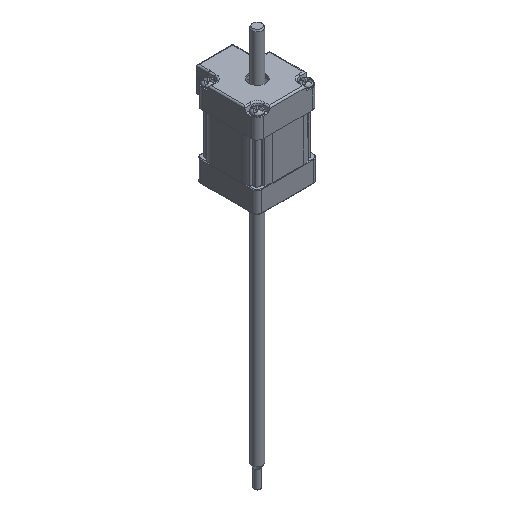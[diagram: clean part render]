
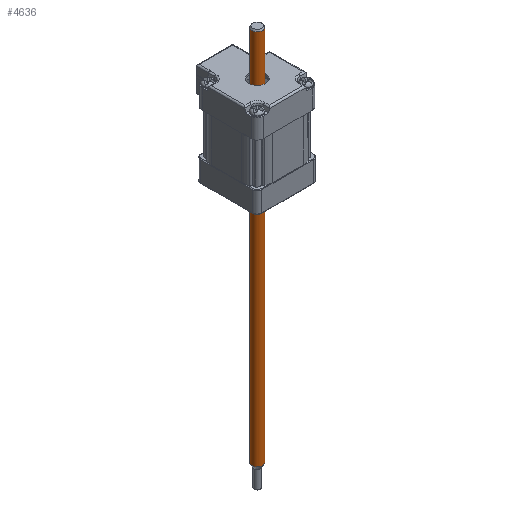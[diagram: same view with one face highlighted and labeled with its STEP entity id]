
A CAD part, isometric view. The second image highlights one B-rep face of the part: STEP entity #4636.
In plain terms, the highlighted cylindrical face has radius 1.75 mm (diameter 3.5 mm), a partial arc.
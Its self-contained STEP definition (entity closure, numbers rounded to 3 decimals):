
#165 = DIRECTION ( 'NONE',  ( 0., 0., -1. ) ) ;
#415 = CIRCLE ( 'NONE', #10431, 1.75 ) ;
#809 = LINE ( 'NONE', #8780, #7879 ) ;
#996 = ORIENTED_EDGE ( 'NONE', *, *, #7419, .T. ) ;
#1563 = VERTEX_POINT ( 'NONE', #5043 ) ;
#1636 = CYLINDRICAL_SURFACE ( 'NONE', #6845, 1.75 ) ;
#1818 = CARTESIAN_POINT ( 'NONE',  ( 1.185, -2.047, 30.416 ) ) ;
#2155 = VERTEX_POINT ( 'NONE', #5968 ) ;
#2598 = ORIENTED_EDGE ( 'NONE', *, *, #3727, .F. ) ;
#2794 = VERTEX_POINT ( 'NONE', #1818 ) ;
#3057 = VECTOR ( 'NONE', #5989, 1000. ) ;
#3116 = EDGE_LOOP ( 'NONE', ( #2598, #7752, #6721, #996 ) ) ;
#3282 = DIRECTION ( 'NONE',  ( 0., 0., 1. ) ) ;
#3541 = CARTESIAN_POINT ( 'NONE',  ( 3.721, -4.459, -102.984 ) ) ;
#3691 = VERTEX_POINT ( 'NONE', #6406 ) ;
#3727 = EDGE_CURVE ( 'NONE', #1563, #2155, #8366, .T. ) ;
#4636 = ADVANCED_FACE ( 'NONE', ( #6745 ), #1636, .T. ) ;
#5043 = CARTESIAN_POINT ( 'NONE',  ( 3.721, -4.459, 30.416 ) ) ;
#5526 = DIRECTION ( 'NONE',  ( 0., 0., -1. ) ) ;
#5968 = CARTESIAN_POINT ( 'NONE',  ( 3.721, -4.459, -92.785 ) ) ;
#5989 = DIRECTION ( 'NONE',  ( 0., 0., -1. ) ) ;
#6406 = CARTESIAN_POINT ( 'NONE',  ( 1.185, -2.047, -92.785 ) ) ;
#6622 = DIRECTION ( 'NONE',  ( 0., 0., -1. ) ) ;
#6638 = CARTESIAN_POINT ( 'NONE',  ( 2.453, -3.253, -102.984 ) ) ;
#6679 = DIRECTION ( 'NONE',  ( -0.725, 0.689, 0. ) ) ;
#6721 = ORIENTED_EDGE ( 'NONE', *, *, #8450, .T. ) ;
#6745 = FACE_OUTER_BOUND ( 'NONE', #3116, .T. ) ;
#6845 = AXIS2_PLACEMENT_3D ( 'NONE', #6638, #6622, #6679 ) ;
#7419 = EDGE_CURVE ( 'NONE', #3691, #2155, #8203, .T. ) ;
#7752 = ORIENTED_EDGE ( 'NONE', *, *, #10131, .T. ) ;
#7879 = VECTOR ( 'NONE', #165, 1000. ) ;
#8203 = CIRCLE ( 'NONE', #10352, 1.75 ) ;
#8366 = LINE ( 'NONE', #3541, #3057 ) ;
#8450 = EDGE_CURVE ( 'NONE', #2794, #3691, #809, .T. ) ;
#8780 = CARTESIAN_POINT ( 'NONE',  ( 1.185, -2.047, -102.984 ) ) ;
#8890 = CARTESIAN_POINT ( 'NONE',  ( 2.453, -3.253, -92.785 ) ) ;
#9826 = DIRECTION ( 'NONE',  ( 0.725, -0.689, 0. ) ) ;
#10131 = EDGE_CURVE ( 'NONE', #1563, #2794, #415, .T. ) ;
#10352 = AXIS2_PLACEMENT_3D ( 'NONE', #8890, #3282, #9826 ) ;
#10431 = AXIS2_PLACEMENT_3D ( 'NONE', #11078, #5526, #12061 ) ;
#11078 = CARTESIAN_POINT ( 'NONE',  ( 2.453, -3.253, 30.416 ) ) ;
#12061 = DIRECTION ( 'NONE',  ( -0.725, 0.689, 0. ) ) ;
